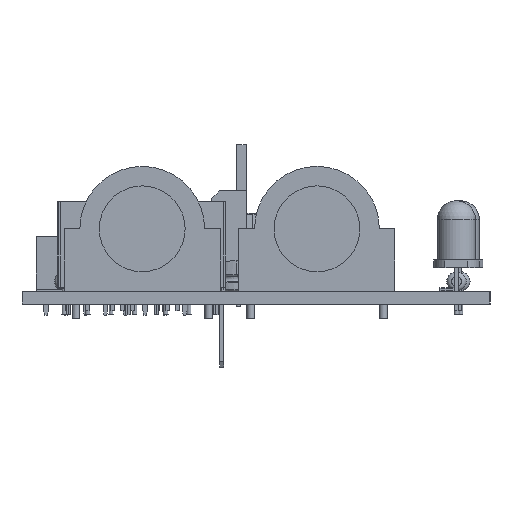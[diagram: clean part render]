
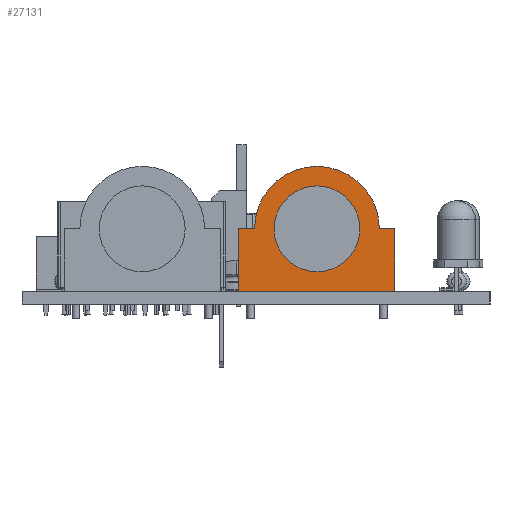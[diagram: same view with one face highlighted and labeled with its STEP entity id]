
A CAD part, left-side view. The second image highlights one B-rep face of the part: STEP entity #27131.
In plain terms, the highlighted face is planar.
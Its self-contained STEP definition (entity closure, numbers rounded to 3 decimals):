
#26447 = PLANE('',#26448);
#26448 = AXIS2_PLACEMENT_3D('',#26449,#26450,#26451);
#26449 = CARTESIAN_POINT('',(-20.,0.,-8.));
#26450 = DIRECTION('',(0.,0.,1.));
#26451 = DIRECTION('',(1.,0.,-0.));
#26645 = CYLINDRICAL_SURFACE('',#26646,8.);
#26646 = AXIS2_PLACEMENT_3D('',#26647,#26648,#26649);
#26647 = CARTESIAN_POINT('',(-10.,0.,-8.));
#26648 = DIRECTION('',(0.,1.,0.));
#26649 = DIRECTION('',(1.,0.,0.));
#26686 = VERTEX_POINT('',#26687);
#26687 = CARTESIAN_POINT('',(-20.,0.,-8.));
#26701 = PLANE('',#26702);
#26702 = AXIS2_PLACEMENT_3D('',#26703,#26704,#26705);
#26703 = CARTESIAN_POINT('',(-20.,0.,0.));
#26704 = DIRECTION('',(-1.,0.,0.));
#26705 = DIRECTION('',(0.,1.,0.));
#26713 = EDGE_CURVE('',#26686,#26714,#26716,.T.);
#26714 = VERTEX_POINT('',#26715);
#26715 = CARTESIAN_POINT('',(-18.,0.,-8.));
#26716 = SURFACE_CURVE('',#26717,(#26721,#26728),.PCURVE_S1.);
#26717 = LINE('',#26718,#26719);
#26718 = CARTESIAN_POINT('',(-10.,0.,-8.));
#26719 = VECTOR('',#26720,1.);
#26720 = DIRECTION('',(1.,0.,0.));
#26721 = PCURVE('',#26447,#26722);
#26722 = DEFINITIONAL_REPRESENTATION('',(#26723),#26727);
#26723 = LINE('',#26724,#26725);
#26724 = CARTESIAN_POINT('',(10.,0.));
#26725 = VECTOR('',#26726,1.);
#26726 = DIRECTION('',(1.,0.));
#26727 = ( GEOMETRIC_REPRESENTATION_CONTEXT(2) 
PARAMETRIC_REPRESENTATION_CONTEXT() REPRESENTATION_CONTEXT('2D SPACE',''
  ) );
#26728 = PCURVE('',#26729,#26734);
#26729 = PLANE('',#26730);
#26730 = AXIS2_PLACEMENT_3D('',#26731,#26732,#26733);
#26731 = CARTESIAN_POINT('',(0.,0.,0.));
#26732 = DIRECTION('',(0.,-1.,0.));
#26733 = DIRECTION('',(-1.,0.,0.));
#26734 = DEFINITIONAL_REPRESENTATION('',(#26735),#26739);
#26735 = LINE('',#26736,#26737);
#26736 = CARTESIAN_POINT('',(10.,8.));
#26737 = VECTOR('',#26738,1.);
#26738 = DIRECTION('',(-1.,-0.));
#26739 = ( GEOMETRIC_REPRESENTATION_CONTEXT(2) 
PARAMETRIC_REPRESENTATION_CONTEXT() REPRESENTATION_CONTEXT('2D SPACE',''
  ) );
#26817 = PLANE('',#26818);
#26818 = AXIS2_PLACEMENT_3D('',#26819,#26820,#26821);
#26819 = CARTESIAN_POINT('',(-2.,0.,-8.));
#26820 = DIRECTION('',(0.,0.,1.));
#26821 = DIRECTION('',(1.,0.,-0.));
#26918 = VERTEX_POINT('',#26919);
#26919 = CARTESIAN_POINT('',(-2.,0.,-8.));
#26940 = EDGE_CURVE('',#26918,#26941,#26943,.T.);
#26941 = VERTEX_POINT('',#26942);
#26942 = CARTESIAN_POINT('',(0.,0.,-8.));
#26943 = SURFACE_CURVE('',#26944,(#26948,#26955),.PCURVE_S1.);
#26944 = LINE('',#26945,#26946);
#26945 = CARTESIAN_POINT('',(-1.,0.,-8.));
#26946 = VECTOR('',#26947,1.);
#26947 = DIRECTION('',(1.,0.,0.));
#26948 = PCURVE('',#26817,#26949);
#26949 = DEFINITIONAL_REPRESENTATION('',(#26950),#26954);
#26950 = LINE('',#26951,#26952);
#26951 = CARTESIAN_POINT('',(1.,0.));
#26952 = VECTOR('',#26953,1.);
#26953 = DIRECTION('',(1.,0.));
#26954 = ( GEOMETRIC_REPRESENTATION_CONTEXT(2) 
PARAMETRIC_REPRESENTATION_CONTEXT() REPRESENTATION_CONTEXT('2D SPACE',''
  ) );
#26955 = PCURVE('',#26729,#26956);
#26956 = DEFINITIONAL_REPRESENTATION('',(#26957),#26961);
#26957 = LINE('',#26958,#26959);
#26958 = CARTESIAN_POINT('',(1.,8.));
#26959 = VECTOR('',#26960,1.);
#26960 = DIRECTION('',(-1.,-0.));
#26961 = ( GEOMETRIC_REPRESENTATION_CONTEXT(2) 
PARAMETRIC_REPRESENTATION_CONTEXT() REPRESENTATION_CONTEXT('2D SPACE',''
  ) );
#26979 = PLANE('',#26980);
#26980 = AXIS2_PLACEMENT_3D('',#26981,#26982,#26983);
#26981 = CARTESIAN_POINT('',(0.,21.,0.));
#26982 = DIRECTION('',(1.,0.,0.));
#26983 = DIRECTION('',(0.,-1.,0.));
#27106 = EDGE_CURVE('',#26714,#26918,#27107,.T.);
#27107 = SURFACE_CURVE('',#27108,(#27113,#27120),.PCURVE_S1.);
#27108 = CIRCLE('',#27109,8.);
#27109 = AXIS2_PLACEMENT_3D('',#27110,#27111,#27112);
#27110 = CARTESIAN_POINT('',(-10.,0.,-8.));
#27111 = DIRECTION('',(0.,-1.,0.));
#27112 = DIRECTION('',(1.,0.,0.));
#27113 = PCURVE('',#26645,#27114);
#27114 = DEFINITIONAL_REPRESENTATION('',(#27115),#27119);
#27115 = LINE('',#27116,#27117);
#27116 = CARTESIAN_POINT('',(6.283,0.));
#27117 = VECTOR('',#27118,1.);
#27118 = DIRECTION('',(-1.,0.));
#27119 = ( GEOMETRIC_REPRESENTATION_CONTEXT(2) 
PARAMETRIC_REPRESENTATION_CONTEXT() REPRESENTATION_CONTEXT('2D SPACE',''
  ) );
#27120 = PCURVE('',#26729,#27121);
#27121 = DEFINITIONAL_REPRESENTATION('',(#27122),#27126);
#27122 = CIRCLE('',#27123,8.);
#27123 = AXIS2_PLACEMENT_2D('',#27124,#27125);
#27124 = CARTESIAN_POINT('',(10.,8.));
#27125 = DIRECTION('',(-1.,-0.));
#27126 = ( GEOMETRIC_REPRESENTATION_CONTEXT(2) 
PARAMETRIC_REPRESENTATION_CONTEXT() REPRESENTATION_CONTEXT('2D SPACE',''
  ) );
#27131 = ADVANCED_FACE('',(#27132,#27209),#26729,.T.);
#27132 = FACE_BOUND('',#27133,.T.);
#27133 = EDGE_LOOP('',(#27134,#27135,#27136,#27137,#27160,#27188));
#27134 = ORIENTED_EDGE('',*,*,#26713,.T.);
#27135 = ORIENTED_EDGE('',*,*,#27106,.T.);
#27136 = ORIENTED_EDGE('',*,*,#26940,.T.);
#27137 = ORIENTED_EDGE('',*,*,#27138,.F.);
#27138 = EDGE_CURVE('',#27139,#26941,#27141,.T.);
#27139 = VERTEX_POINT('',#27140);
#27140 = CARTESIAN_POINT('',(0.,0.,0.));
#27141 = SURFACE_CURVE('',#27142,(#27146,#27153),.PCURVE_S1.);
#27142 = LINE('',#27143,#27144);
#27143 = CARTESIAN_POINT('',(0.,0.,0.));
#27144 = VECTOR('',#27145,1.);
#27145 = DIRECTION('',(0.,0.,-1.));
#27146 = PCURVE('',#26729,#27147);
#27147 = DEFINITIONAL_REPRESENTATION('',(#27148),#27152);
#27148 = LINE('',#27149,#27150);
#27149 = CARTESIAN_POINT('',(0.,-0.));
#27150 = VECTOR('',#27151,1.);
#27151 = DIRECTION('',(0.,1.));
#27152 = ( GEOMETRIC_REPRESENTATION_CONTEXT(2) 
PARAMETRIC_REPRESENTATION_CONTEXT() REPRESENTATION_CONTEXT('2D SPACE',''
  ) );
#27153 = PCURVE('',#26979,#27154);
#27154 = DEFINITIONAL_REPRESENTATION('',(#27155),#27159);
#27155 = LINE('',#27156,#27157);
#27156 = CARTESIAN_POINT('',(21.,0.));
#27157 = VECTOR('',#27158,1.);
#27158 = DIRECTION('',(0.,1.));
#27159 = ( GEOMETRIC_REPRESENTATION_CONTEXT(2) 
PARAMETRIC_REPRESENTATION_CONTEXT() REPRESENTATION_CONTEXT('2D SPACE',''
  ) );
#27160 = ORIENTED_EDGE('',*,*,#27161,.T.);
#27161 = EDGE_CURVE('',#27139,#27162,#27164,.T.);
#27162 = VERTEX_POINT('',#27163);
#27163 = CARTESIAN_POINT('',(-20.,0.,0.));
#27164 = SURFACE_CURVE('',#27165,(#27169,#27176),.PCURVE_S1.);
#27165 = LINE('',#27166,#27167);
#27166 = CARTESIAN_POINT('',(0.,0.,0.));
#27167 = VECTOR('',#27168,1.);
#27168 = DIRECTION('',(-1.,0.,0.));
#27169 = PCURVE('',#26729,#27170);
#27170 = DEFINITIONAL_REPRESENTATION('',(#27171),#27175);
#27171 = LINE('',#27172,#27173);
#27172 = CARTESIAN_POINT('',(0.,-0.));
#27173 = VECTOR('',#27174,1.);
#27174 = DIRECTION('',(1.,0.));
#27175 = ( GEOMETRIC_REPRESENTATION_CONTEXT(2) 
PARAMETRIC_REPRESENTATION_CONTEXT() REPRESENTATION_CONTEXT('2D SPACE',''
  ) );
#27176 = PCURVE('',#27177,#27182);
#27177 = PLANE('',#27178);
#27178 = AXIS2_PLACEMENT_3D('',#27179,#27180,#27181);
#27179 = CARTESIAN_POINT('',(-10.,10.5,0.));
#27180 = DIRECTION('',(0.,0.,1.));
#27181 = DIRECTION('',(1.,0.,-0.));
#27182 = DEFINITIONAL_REPRESENTATION('',(#27183),#27187);
#27183 = LINE('',#27184,#27185);
#27184 = CARTESIAN_POINT('',(10.,-10.5));
#27185 = VECTOR('',#27186,1.);
#27186 = DIRECTION('',(-1.,0.));
#27187 = ( GEOMETRIC_REPRESENTATION_CONTEXT(2) 
PARAMETRIC_REPRESENTATION_CONTEXT() REPRESENTATION_CONTEXT('2D SPACE',''
  ) );
#27188 = ORIENTED_EDGE('',*,*,#27189,.T.);
#27189 = EDGE_CURVE('',#27162,#26686,#27190,.T.);
#27190 = SURFACE_CURVE('',#27191,(#27195,#27202),.PCURVE_S1.);
#27191 = LINE('',#27192,#27193);
#27192 = CARTESIAN_POINT('',(-20.,0.,0.));
#27193 = VECTOR('',#27194,1.);
#27194 = DIRECTION('',(0.,0.,-1.));
#27195 = PCURVE('',#26729,#27196);
#27196 = DEFINITIONAL_REPRESENTATION('',(#27197),#27201);
#27197 = LINE('',#27198,#27199);
#27198 = CARTESIAN_POINT('',(20.,0.));
#27199 = VECTOR('',#27200,1.);
#27200 = DIRECTION('',(0.,1.));
#27201 = ( GEOMETRIC_REPRESENTATION_CONTEXT(2) 
PARAMETRIC_REPRESENTATION_CONTEXT() REPRESENTATION_CONTEXT('2D SPACE',''
  ) );
#27202 = PCURVE('',#26701,#27203);
#27203 = DEFINITIONAL_REPRESENTATION('',(#27204),#27208);
#27204 = LINE('',#27205,#27206);
#27205 = CARTESIAN_POINT('',(0.,0.));
#27206 = VECTOR('',#27207,1.);
#27207 = DIRECTION('',(0.,1.));
#27208 = ( GEOMETRIC_REPRESENTATION_CONTEXT(2) 
PARAMETRIC_REPRESENTATION_CONTEXT() REPRESENTATION_CONTEXT('2D SPACE',''
  ) );
#27209 = FACE_BOUND('',#27210,.T.);
#27210 = EDGE_LOOP('',(#27211));
#27211 = ORIENTED_EDGE('',*,*,#27212,.T.);
#27212 = EDGE_CURVE('',#27213,#27213,#27215,.T.);
#27213 = VERTEX_POINT('',#27214);
#27214 = CARTESIAN_POINT('',(-15.5,0.,-8.));
#27215 = SURFACE_CURVE('',#27216,(#27221,#27232),.PCURVE_S1.);
#27216 = CIRCLE('',#27217,5.5);
#27217 = AXIS2_PLACEMENT_3D('',#27218,#27219,#27220);
#27218 = CARTESIAN_POINT('',(-10.,0.,-8.));
#27219 = DIRECTION('',(-0.,1.,0.));
#27220 = DIRECTION('',(1.,0.,0.));
#27221 = PCURVE('',#26729,#27222);
#27222 = DEFINITIONAL_REPRESENTATION('',(#27223),#27231);
#27223 = ( BOUNDED_CURVE() B_SPLINE_CURVE(2,(#27224,#27225,#27226,#27227
    ,#27228,#27229,#27230),.UNSPECIFIED.,.T.,.F.) 
B_SPLINE_CURVE_WITH_KNOTS((1,2,2,2,2,1),(-2.094,0.,
    2.094,4.189,6.283,8.378),
.UNSPECIFIED.) CURVE() GEOMETRIC_REPRESENTATION_ITEM() 
RATIONAL_B_SPLINE_CURVE((1.,0.5,1.,0.5,1.,0.5,1.)) REPRESENTATION_ITEM(
  '') );
#27224 = CARTESIAN_POINT('',(4.5,8.));
#27225 = CARTESIAN_POINT('',(4.5,17.526));
#27226 = CARTESIAN_POINT('',(12.75,12.763));
#27227 = CARTESIAN_POINT('',(21.,8.));
#27228 = CARTESIAN_POINT('',(12.75,3.237));
#27229 = CARTESIAN_POINT('',(4.5,-1.526));
#27230 = CARTESIAN_POINT('',(4.5,8.));
#27231 = ( GEOMETRIC_REPRESENTATION_CONTEXT(2) 
PARAMETRIC_REPRESENTATION_CONTEXT() REPRESENTATION_CONTEXT('2D SPACE',''
  ) );
#27232 = PCURVE('',#27233,#27238);
#27233 = CYLINDRICAL_SURFACE('',#27234,5.5);
#27234 = AXIS2_PLACEMENT_3D('',#27235,#27236,#27237);
#27235 = CARTESIAN_POINT('',(-10.,0.,-8.));
#27236 = DIRECTION('',(0.,-1.,0.));
#27237 = DIRECTION('',(1.,0.,0.));
#27238 = DEFINITIONAL_REPRESENTATION('',(#27239),#27243);
#27239 = LINE('',#27240,#27241);
#27240 = CARTESIAN_POINT('',(6.283,0.));
#27241 = VECTOR('',#27242,1.);
#27242 = DIRECTION('',(-1.,0.));
#27243 = ( GEOMETRIC_REPRESENTATION_CONTEXT(2) 
PARAMETRIC_REPRESENTATION_CONTEXT() REPRESENTATION_CONTEXT('2D SPACE',''
  ) );
